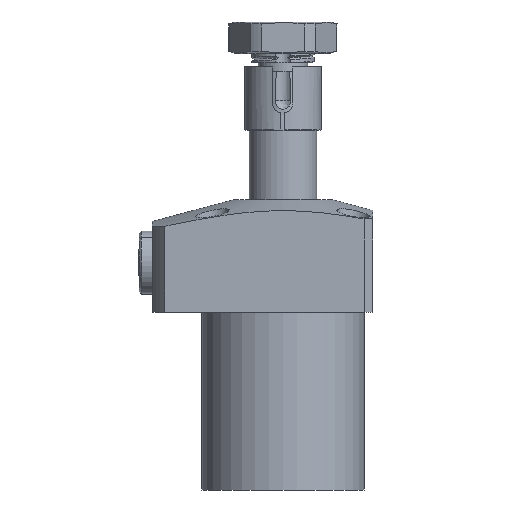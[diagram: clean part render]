
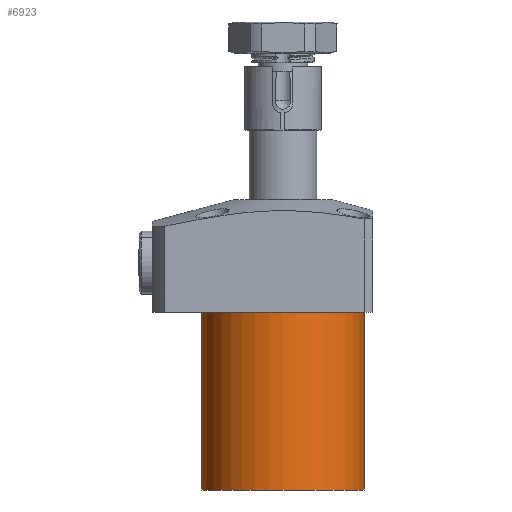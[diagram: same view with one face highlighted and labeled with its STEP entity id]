
A CAD part, front view. The second image highlights one B-rep face of the part: STEP entity #6923.
In plain terms, the highlighted cylindrical face has radius 18 mm (diameter 36 mm), a partial arc.
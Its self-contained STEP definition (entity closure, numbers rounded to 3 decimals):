
#198 = LINE ( 'NONE', #3462, #11555 ) ;
#812 = DIRECTION ( 'NONE',  ( 0., 0., 1. ) ) ;
#1149 = CARTESIAN_POINT ( 'NONE',  ( 18., 0., -39.5 ) ) ;
#1595 = CARTESIAN_POINT ( 'NONE',  ( 18., 0., 0. ) ) ;
#1860 = ORIENTED_EDGE ( 'NONE', *, *, #5575, .T. ) ;
#2080 = AXIS2_PLACEMENT_3D ( 'NONE', #12054, #6316, #8289 ) ;
#2138 = DIRECTION ( 'NONE',  ( 0., 0., 1. ) ) ;
#2140 = EDGE_CURVE ( 'NONE', #4852, #3844, #12127, .T. ) ;
#2450 = EDGE_CURVE ( 'NONE', #9822, #5521, #198, .T. ) ;
#3462 = CARTESIAN_POINT ( 'NONE',  ( -18., 0., -39.5 ) ) ;
#3834 = FACE_OUTER_BOUND ( 'NONE', #10880, .T. ) ;
#3844 = VERTEX_POINT ( 'NONE', #1595 ) ;
#4105 = AXIS2_PLACEMENT_3D ( 'NONE', #8012, #9017, #8932 ) ;
#4852 = VERTEX_POINT ( 'NONE', #8927 ) ;
#5137 = CARTESIAN_POINT ( 'NONE',  ( -18., 0., -39.5 ) ) ;
#5255 = CIRCLE ( 'NONE', #11012, 18. ) ;
#5338 = DIRECTION ( 'NONE',  ( 0., 0., 1. ) ) ;
#5510 = ORIENTED_EDGE ( 'NONE', *, *, #2140, .T. ) ;
#5521 = VERTEX_POINT ( 'NONE', #10610 ) ;
#5575 = EDGE_CURVE ( 'NONE', #3844, #5521, #9672, .T. ) ;
#6316 = DIRECTION ( 'NONE',  ( 0., 0., -1. ) ) ;
#6531 = ORIENTED_EDGE ( 'NONE', *, *, #9411, .T. ) ;
#6923 = ADVANCED_FACE ( 'NONE', ( #3834 ), #7017, .T. ) ;
#7017 = CYLINDRICAL_SURFACE ( 'NONE', #4105, 18. ) ;
#8012 = CARTESIAN_POINT ( 'NONE',  ( 0., 0., -39.5 ) ) ;
#8289 = DIRECTION ( 'NONE',  ( 1., 0., 0. ) ) ;
#8927 = CARTESIAN_POINT ( 'NONE',  ( 18., 0., -39.5 ) ) ;
#8932 = DIRECTION ( 'NONE',  ( 1., 0., 0. ) ) ;
#9017 = DIRECTION ( 'NONE',  ( 0., 0., 1. ) ) ;
#9113 = ORIENTED_EDGE ( 'NONE', *, *, #2450, .F. ) ;
#9159 = VECTOR ( 'NONE', #2138, 1000. ) ;
#9411 = EDGE_CURVE ( 'NONE', #9822, #4852, #5255, .T. ) ;
#9672 = CIRCLE ( 'NONE', #2080, 18. ) ;
#9822 = VERTEX_POINT ( 'NONE', #5137 ) ;
#10610 = CARTESIAN_POINT ( 'NONE',  ( -18., 0., 0. ) ) ;
#10880 = EDGE_LOOP ( 'NONE', ( #9113, #6531, #5510, #1860 ) ) ;
#11012 = AXIS2_PLACEMENT_3D ( 'NONE', #12165, #812, #12203 ) ;
#11555 = VECTOR ( 'NONE', #5338, 1000. ) ;
#12054 = CARTESIAN_POINT ( 'NONE',  ( 0., 0., 0. ) ) ;
#12127 = LINE ( 'NONE', #1149, #9159 ) ;
#12165 = CARTESIAN_POINT ( 'NONE',  ( 0., 0., -39.5 ) ) ;
#12203 = DIRECTION ( 'NONE',  ( 1., 0., 0. ) ) ;
